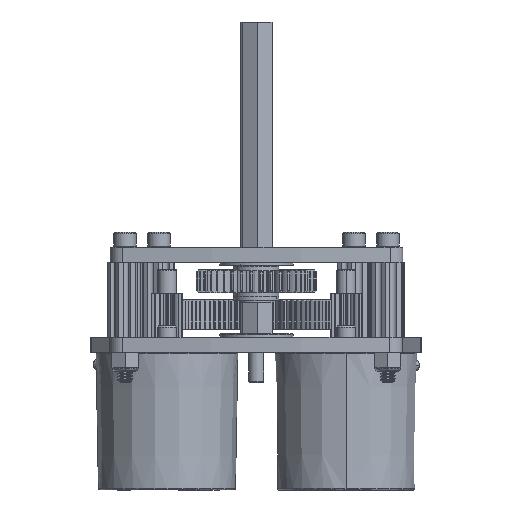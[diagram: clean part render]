
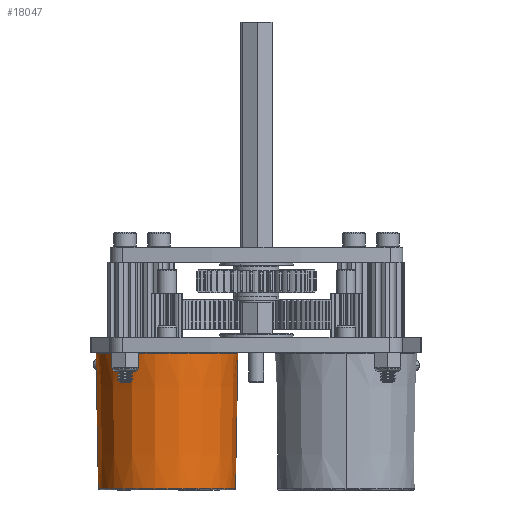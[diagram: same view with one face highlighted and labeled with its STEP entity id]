
A CAD part, front view. The second image highlights one B-rep face of the part: STEP entity #18047.
In plain terms, the highlighted conical face has half-angle 1 degrees and reference radius 29.991 mm.
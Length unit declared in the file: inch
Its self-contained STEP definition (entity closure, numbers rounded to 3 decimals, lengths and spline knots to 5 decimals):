
#774 = DIRECTION ( 'NONE',  ( 0., 0., 1. ) ) ;
#2493 = DIRECTION ( 'NONE',  ( -0.017, 0., 1. ) ) ;
#3325 = DIRECTION ( 'NONE',  ( 1., 0., 0. ) ) ;
#7384 = ORIENTED_EDGE ( 'NONE', *, *, #61385, .F. ) ;
#8645 = CARTESIAN_POINT ( 'NONE',  ( 1.14141, 0., -2.27397 ) ) ;
#9807 = DIRECTION ( 'NONE',  ( 0., 0., 1. ) ) ;
#10592 = VERTEX_POINT ( 'NONE', #20075 ) ;
#11101 = CARTESIAN_POINT ( 'NONE',  ( -1.14141, 0., -2.27397 ) ) ;
#16970 = AXIS2_PLACEMENT_3D ( 'NONE', #51550, #774, #3325 ) ;
#18047 = ADVANCED_FACE ( 'NONE', ( #27623 ), #42141, .T. ) ;
#18135 = CIRCLE ( 'NONE', #16970, 1.14141 ) ;
#20075 = CARTESIAN_POINT ( 'NONE',  ( 1.18075, 0., -0.02003 ) ) ;
#21111 = VECTOR ( 'NONE', #2493, 39.37008 ) ;
#26350 = DIRECTION ( 'NONE',  ( 0., 0., -1. ) ) ;
#27623 = FACE_OUTER_BOUND ( 'NONE', #45349, .T. ) ;
#28162 = CARTESIAN_POINT ( 'NONE',  ( -1.18075, 0., -0.02003 ) ) ;
#32250 = CARTESIAN_POINT ( 'NONE',  ( 0., 0., -0.02003 ) ) ;
#33307 = VERTEX_POINT ( 'NONE', #8645 ) ;
#38808 = CIRCLE ( 'NONE', #63650, 1.18075 ) ;
#39266 = ORIENTED_EDGE ( 'NONE', *, *, #50888, .T. ) ;
#40742 = ORIENTED_EDGE ( 'NONE', *, *, #57132, .T. ) ;
#41769 = LINE ( 'NONE', #68849, #21111 ) ;
#42141 = CONICAL_SURFACE ( 'NONE', #59881, 1.18075, 0.017 ) ;
#45349 = EDGE_LOOP ( 'NONE', ( #7384, #40742, #39266, #71255 ) ) ;
#50888 = EDGE_CURVE ( 'NONE', #33307, #10592, #65115, .T. ) ;
#51550 = CARTESIAN_POINT ( 'NONE',  ( 0., 0., -2.27397 ) ) ;
#51676 = VECTOR ( 'NONE', #52544, 39.37008 ) ;
#52002 = VERTEX_POINT ( 'NONE', #28162 ) ;
#52544 = DIRECTION ( 'NONE',  ( 0.017, 0., 1. ) ) ;
#57132 = EDGE_CURVE ( 'NONE', #71341, #33307, #18135, .T. ) ;
#59881 = AXIS2_PLACEMENT_3D ( 'NONE', #72773, #9807, #66478 ) ;
#61385 = EDGE_CURVE ( 'NONE', #71341, #52002, #41769, .T. ) ;
#62406 = EDGE_CURVE ( 'NONE', #10592, #52002, #38808, .T. ) ;
#63650 = AXIS2_PLACEMENT_3D ( 'NONE', #32250, #26350, #66317 ) ;
#65115 = LINE ( 'NONE', #70653, #51676 ) ;
#66317 = DIRECTION ( 'NONE',  ( 1., 0., 0. ) ) ;
#66478 = DIRECTION ( 'NONE',  ( 1., 0., 0. ) ) ;
#68849 = CARTESIAN_POINT ( 'NONE',  ( -1.18075, 0., -0.02003 ) ) ;
#70653 = CARTESIAN_POINT ( 'NONE',  ( 1.18075, 0., -0.02003 ) ) ;
#71255 = ORIENTED_EDGE ( 'NONE', *, *, #62406, .T. ) ;
#71341 = VERTEX_POINT ( 'NONE', #11101 ) ;
#72773 = CARTESIAN_POINT ( 'NONE',  ( 0., 0., -0.02003 ) ) ;
